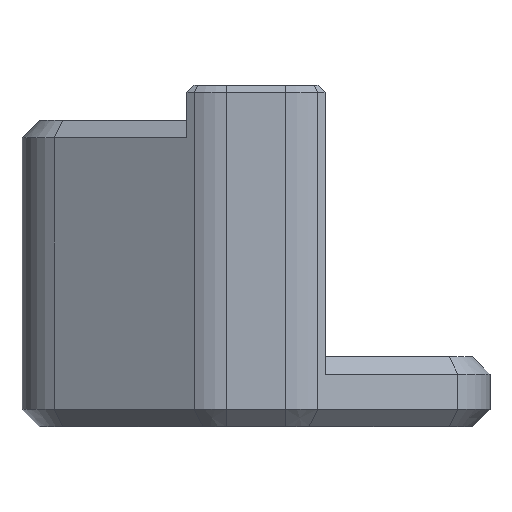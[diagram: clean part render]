
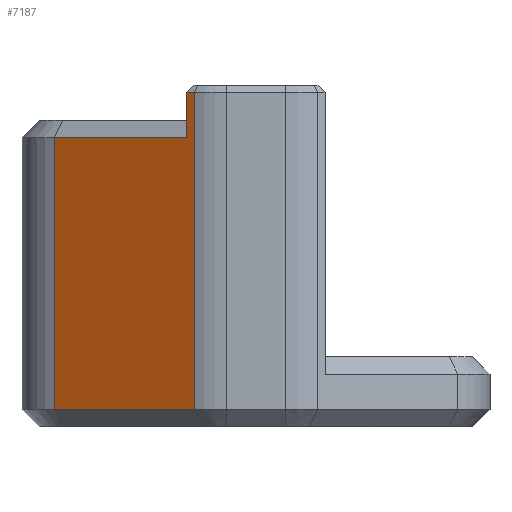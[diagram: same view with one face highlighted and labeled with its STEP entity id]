
A CAD part, left-side view. The second image highlights one B-rep face of the part: STEP entity #7187.
In plain terms, the highlighted planar face has unit normal (-0.866, 0.5, 0).
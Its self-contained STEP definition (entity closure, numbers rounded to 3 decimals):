
#61 = ORIENTED_EDGE ( 'NONE', *, *, #2994, .T. ) ;
#286 = VERTEX_POINT ( 'NONE', #7301 ) ;
#542 = CARTESIAN_POINT ( 'NONE',  ( -15.452, 2.95, 12.35 ) ) ;
#621 = DIRECTION ( 'NONE',  ( 0., 0., 1. ) ) ;
#818 = ORIENTED_EDGE ( 'NONE', *, *, #3379, .F. ) ;
#862 = VECTOR ( 'NONE', #621, 1000. ) ;
#1164 = CARTESIAN_POINT ( 'NONE',  ( -13.903, 5.632, 12.35 ) ) ;
#1329 = LINE ( 'NONE', #9494, #4674 ) ;
#1386 = CARTESIAN_POINT ( 'NONE',  ( -15.632, 2.638, 0.75 ) ) ;
#1672 = CARTESIAN_POINT ( 'NONE',  ( -12.17, 8.634, 0.74 ) ) ;
#1956 = LINE ( 'NONE', #1164, #3984 ) ;
#2134 = DIRECTION ( 'NONE',  ( 0., 0., -1. ) ) ;
#2315 = ORIENTED_EDGE ( 'NONE', *, *, #9491, .T. ) ;
#2462 = EDGE_CURVE ( 'NONE', #4556, #286, #9029, .T. ) ;
#2606 = LINE ( 'NONE', #6002, #6631 ) ;
#2626 = VERTEX_POINT ( 'NONE', #1386 ) ;
#2687 = CARTESIAN_POINT ( 'NONE',  ( -12.175, 8.625, 0.75 ) ) ;
#2768 = CARTESIAN_POINT ( 'NONE',  ( -13.903, 5.632, 14.3 ) ) ;
#2917 = CARTESIAN_POINT ( 'NONE',  ( -12.175, 8.625, 12.35 ) ) ;
#2936 = LINE ( 'NONE', #6173, #8629 ) ;
#2994 = EDGE_CURVE ( 'NONE', #2626, #4556, #7295, .T. ) ;
#3379 = EDGE_CURVE ( 'NONE', #2626, #7375, #2606, .T. ) ;
#3514 = DIRECTION ( 'NONE',  ( 0.5, 0.866, 0. ) ) ;
#3548 = VERTEX_POINT ( 'NONE', #2917 ) ;
#3984 = VECTOR ( 'NONE', #4408, 1000. ) ;
#4064 = FACE_OUTER_BOUND ( 'NONE', #9417, .T. ) ;
#4121 = DIRECTION ( 'NONE',  ( -0.5, -0.866, 0. ) ) ;
#4408 = DIRECTION ( 'NONE',  ( 0.5, 0.866, 0. ) ) ;
#4556 = VERTEX_POINT ( 'NONE', #6660 ) ;
#4674 = VECTOR ( 'NONE', #6906, 1000. ) ;
#4858 = PLANE ( 'NONE',  #9600 ) ;
#5758 = DIRECTION ( 'NONE',  ( -0.866, 0.5, 0. ) ) ;
#5850 = ORIENTED_EDGE ( 'NONE', *, *, #8970, .T. ) ;
#6002 = CARTESIAN_POINT ( 'NONE',  ( -15.632, 2.638, 0.75 ) ) ;
#6173 = CARTESIAN_POINT ( 'NONE',  ( -15.452, 2.95, 7.525 ) ) ;
#6631 = VECTOR ( 'NONE', #3514, 1000. ) ;
#6660 = CARTESIAN_POINT ( 'NONE',  ( -15.632, 2.638, 14.3 ) ) ;
#6751 = DIRECTION ( 'NONE',  ( 0.5, 0.866, 0. ) ) ;
#6906 = DIRECTION ( 'NONE',  ( 0., 0., 1. ) ) ;
#7187 = ADVANCED_FACE ( 'NONE', ( #4064 ), #4858, .T. ) ;
#7189 = CARTESIAN_POINT ( 'NONE',  ( -15.632, 2.638, 7.525 ) ) ;
#7295 = LINE ( 'NONE', #7189, #862 ) ;
#7301 = CARTESIAN_POINT ( 'NONE',  ( -15.452, 2.95, 14.3 ) ) ;
#7375 = VERTEX_POINT ( 'NONE', #2687 ) ;
#7569 = ORIENTED_EDGE ( 'NONE', *, *, #9280, .F. ) ;
#7960 = VECTOR ( 'NONE', #6751, 1000. ) ;
#8107 = ORIENTED_EDGE ( 'NONE', *, *, #2462, .T. ) ;
#8629 = VECTOR ( 'NONE', #2134, 1000. ) ;
#8970 = EDGE_CURVE ( 'NONE', #286, #10274, #2936, .T. ) ;
#9029 = LINE ( 'NONE', #2768, #7960 ) ;
#9280 = EDGE_CURVE ( 'NONE', #7375, #3548, #1329, .T. ) ;
#9417 = EDGE_LOOP ( 'NONE', ( #818, #61, #8107, #5850, #2315, #7569 ) ) ;
#9491 = EDGE_CURVE ( 'NONE', #10274, #3548, #1956, .T. ) ;
#9494 = CARTESIAN_POINT ( 'NONE',  ( -12.175, 8.625, 6.55 ) ) ;
#9600 = AXIS2_PLACEMENT_3D ( 'NONE', #1672, #5758, #4121 ) ;
#10274 = VERTEX_POINT ( 'NONE', #542 ) ;
